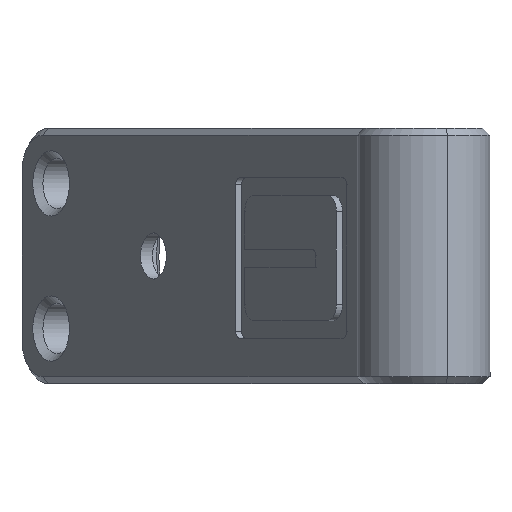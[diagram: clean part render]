
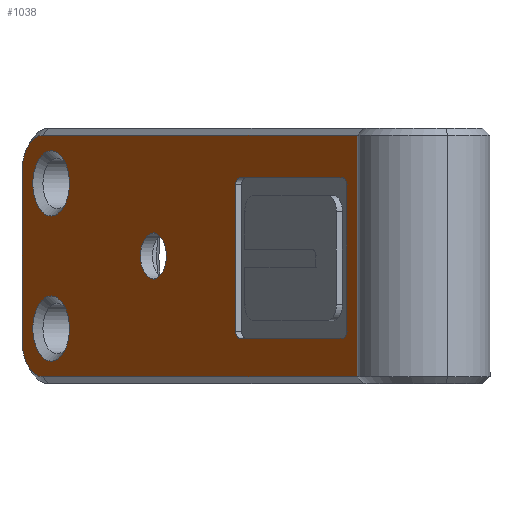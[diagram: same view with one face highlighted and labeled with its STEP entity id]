
A CAD part, left-side view. The second image highlights one B-rep face of the part: STEP entity #1038.
In plain terms, the highlighted planar face has unit normal (-0.561, 0.828, 0).
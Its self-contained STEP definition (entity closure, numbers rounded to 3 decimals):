
#46=FACE_BOUND('',#153,.T.);
#47=FACE_BOUND('',#154,.T.);
#48=FACE_BOUND('',#155,.T.);
#49=FACE_BOUND('',#156,.T.);
#55=PLANE('',#1125);
#86=FACE_OUTER_BOUND('',#152,.T.);
#152=EDGE_LOOP('',(#741,#742,#743,#744,#745,#746));
#153=EDGE_LOOP('',(#747));
#154=EDGE_LOOP('',(#748,#749,#750,#751,#752,#753,#754,#755));
#155=EDGE_LOOP('',(#756));
#156=EDGE_LOOP('',(#757));
#226=LINE('',#1619,#320);
#227=LINE('',#1621,#321);
#228=LINE('',#1623,#322);
#229=LINE('',#1627,#323);
#230=LINE('',#1635,#324);
#231=LINE('',#1639,#325);
#232=LINE('',#1643,#326);
#233=LINE('',#1646,#327);
#320=VECTOR('',#1268,10.);
#321=VECTOR('',#1269,10.);
#322=VECTOR('',#1270,10.);
#323=VECTOR('',#1273,10.);
#324=VECTOR('',#1280,10.);
#325=VECTOR('',#1283,10.);
#326=VECTOR('',#1286,10.);
#327=VECTOR('',#1289,10.);
#414=CIRCLE('',#1124,2.25);
#415=CIRCLE('',#1126,2.5);
#416=CIRCLE('',#1127,2.5);
#417=CIRCLE('',#1128,2.25);
#418=CIRCLE('',#1129,0.462);
#419=CIRCLE('',#1130,0.458);
#420=CIRCLE('',#1131,0.458);
#421=CIRCLE('',#1132,0.462);
#422=CIRCLE('',#1133,1.588);
#475=VERTEX_POINT('',#1613);
#476=VERTEX_POINT('',#1617);
#477=VERTEX_POINT('',#1618);
#478=VERTEX_POINT('',#1620);
#479=VERTEX_POINT('',#1622);
#480=VERTEX_POINT('',#1624);
#481=VERTEX_POINT('',#1626);
#482=VERTEX_POINT('',#1629);
#483=VERTEX_POINT('',#1631);
#484=VERTEX_POINT('',#1632);
#485=VERTEX_POINT('',#1634);
#486=VERTEX_POINT('',#1636);
#487=VERTEX_POINT('',#1638);
#488=VERTEX_POINT('',#1640);
#489=VERTEX_POINT('',#1642);
#490=VERTEX_POINT('',#1644);
#491=VERTEX_POINT('',#1647);
#575=EDGE_CURVE('',#475,#475,#414,.T.);
#577=EDGE_CURVE('',#476,#477,#226,.T.);
#578=EDGE_CURVE('',#478,#476,#227,.T.);
#579=EDGE_CURVE('',#479,#478,#228,.T.);
#580=EDGE_CURVE('',#480,#479,#415,.T.);
#581=EDGE_CURVE('',#481,#480,#229,.T.);
#582=EDGE_CURVE('',#477,#481,#416,.T.);
#583=EDGE_CURVE('',#482,#482,#417,.T.);
#584=EDGE_CURVE('',#483,#484,#418,.T.);
#585=EDGE_CURVE('',#484,#485,#230,.T.);
#586=EDGE_CURVE('',#485,#486,#419,.T.);
#587=EDGE_CURVE('',#486,#487,#231,.T.);
#588=EDGE_CURVE('',#487,#488,#420,.T.);
#589=EDGE_CURVE('',#488,#489,#232,.T.);
#590=EDGE_CURVE('',#489,#490,#421,.T.);
#591=EDGE_CURVE('',#490,#483,#233,.T.);
#592=EDGE_CURVE('',#491,#491,#422,.T.);
#741=ORIENTED_EDGE('',*,*,#577,.F.);
#742=ORIENTED_EDGE('',*,*,#578,.F.);
#743=ORIENTED_EDGE('',*,*,#579,.F.);
#744=ORIENTED_EDGE('',*,*,#580,.F.);
#745=ORIENTED_EDGE('',*,*,#581,.F.);
#746=ORIENTED_EDGE('',*,*,#582,.F.);
#747=ORIENTED_EDGE('',*,*,#583,.F.);
#748=ORIENTED_EDGE('',*,*,#584,.T.);
#749=ORIENTED_EDGE('',*,*,#585,.T.);
#750=ORIENTED_EDGE('',*,*,#586,.T.);
#751=ORIENTED_EDGE('',*,*,#587,.T.);
#752=ORIENTED_EDGE('',*,*,#588,.T.);
#753=ORIENTED_EDGE('',*,*,#589,.T.);
#754=ORIENTED_EDGE('',*,*,#590,.T.);
#755=ORIENTED_EDGE('',*,*,#591,.T.);
#756=ORIENTED_EDGE('',*,*,#592,.T.);
#757=ORIENTED_EDGE('',*,*,#575,.F.);
#1038=ADVANCED_FACE('',(#86,#46,#47,#48,#49),#55,.T.);
#1124=AXIS2_PLACEMENT_3D('',#1614,#1263,#1264);
#1125=AXIS2_PLACEMENT_3D('',#1616,#1266,#1267);
#1126=AXIS2_PLACEMENT_3D('',#1625,#1271,#1272);
#1127=AXIS2_PLACEMENT_3D('',#1628,#1274,#1275);
#1128=AXIS2_PLACEMENT_3D('',#1630,#1276,#1277);
#1129=AXIS2_PLACEMENT_3D('',#1633,#1278,#1279);
#1130=AXIS2_PLACEMENT_3D('',#1637,#1281,#1282);
#1131=AXIS2_PLACEMENT_3D('',#1641,#1284,#1285);
#1132=AXIS2_PLACEMENT_3D('',#1645,#1287,#1288);
#1133=AXIS2_PLACEMENT_3D('',#1648,#1290,#1291);
#1263=DIRECTION('center_axis',(-0.561,0.828,0.));
#1264=DIRECTION('ref_axis',(0.,0.,
1.));
#1266=DIRECTION('center_axis',(-0.561,0.828,0.));
#1267=DIRECTION('ref_axis',(-0.828,-0.561,0.));
#1268=DIRECTION('',(0.828,0.561,0.));
#1269=DIRECTION('',(0.,0.,-1.));
#1270=DIRECTION('',(-0.828,-0.561,0.));
#1271=DIRECTION('center_axis',(0.561,-0.828,0.));
#1272=DIRECTION('ref_axis',(0.585,0.397,0.707));
#1273=DIRECTION('',(0.,0.,1.));
#1274=DIRECTION('center_axis',(0.561,-0.828,0.));
#1275=DIRECTION('ref_axis',(0.585,0.397,-0.707));
#1276=DIRECTION('center_axis',(-0.561,0.828,0.));
#1277=DIRECTION('ref_axis',(0.,0.,
1.));
#1278=DIRECTION('center_axis',(0.561,-0.828,0.));
#1279=DIRECTION('ref_axis',(-0.828,-0.561,0.));
#1280=DIRECTION('',(0.828,0.561,0.));
#1281=DIRECTION('center_axis',(0.561,-0.828,0.));
#1282=DIRECTION('ref_axis',(0.001,0.001,-1.));
#1283=DIRECTION('',(0.,0.,1.));
#1284=DIRECTION('center_axis',(0.561,-0.828,0.));
#1285=DIRECTION('ref_axis',(0.828,0.561,0.001));
#1286=DIRECTION('',(-0.828,-0.561,0.));
#1287=DIRECTION('center_axis',(0.561,-0.828,0.));
#1288=DIRECTION('ref_axis',(-0.001,-0.001,
1.));
#1289=DIRECTION('',(0.,0.,-1.));
#1290=DIRECTION('center_axis',(0.561,-0.828,0.));
#1291=DIRECTION('ref_axis',(0.,0.,
-1.));
#1613=CARTESIAN_POINT('',(42.115,38.034,1.705));
#1614=CARTESIAN_POINT('Origin',(42.115,38.034,3.955));
#1616=CARTESIAN_POINT('Origin',(37.573,34.957,0.7));
#1617=CARTESIAN_POINT('',(10.963,16.933,0.646));
#1618=CARTESIAN_POINT('',(43.009,38.639,0.646));
#1619=CARTESIAN_POINT('',(31.802,31.048,0.646));
#1620=CARTESIAN_POINT('',(10.963,16.933,17.264));
#1621=CARTESIAN_POINT('',(10.963,16.933,0.7));
#1622=CARTESIAN_POINT('',(43.009,38.639,17.264));
#1623=CARTESIAN_POINT('',(31.802,31.048,17.264));
#1624=CARTESIAN_POINT('',(45.078,40.041,14.764));
#1625=CARTESIAN_POINT('Origin',(43.009,38.639,14.764));
#1626=CARTESIAN_POINT('',(45.078,40.041,3.146));
#1627=CARTESIAN_POINT('',(45.078,40.041,9.232));
#1628=CARTESIAN_POINT('Origin',(43.009,38.639,3.146));
#1629=CARTESIAN_POINT('',(42.115,38.034,11.705));
#1630=CARTESIAN_POINT('Origin',(42.115,38.034,13.955));
#1631=CARTESIAN_POINT('',(12.039,17.662,3.749));
#1632=CARTESIAN_POINT('',(12.421,17.921,3.288));
#1633=CARTESIAN_POINT('Origin',(12.422,17.921,3.75));
#1634=CARTESIAN_POINT('',(22.954,25.055,3.288));
#1635=CARTESIAN_POINT('',(24.997,26.439,3.288));
#1636=CARTESIAN_POINT('',(23.333,25.312,3.746));
#1637=CARTESIAN_POINT('Origin',(22.954,25.055,3.746));
#1638=CARTESIAN_POINT('',(23.333,25.312,13.877));
#1639=CARTESIAN_POINT('',(23.333,25.312,2.223));
#1640=CARTESIAN_POINT('',(22.954,25.055,14.335));
#1641=CARTESIAN_POINT('Origin',(22.954,25.055,13.877));
#1642=CARTESIAN_POINT('',(12.421,17.921,14.335));
#1643=CARTESIAN_POINT('',(30.263,30.006,14.335));
#1644=CARTESIAN_POINT('',(12.039,17.662,13.874));
#1645=CARTESIAN_POINT('Origin',(12.422,17.921,13.873));
#1646=CARTESIAN_POINT('',(12.039,17.662,7.287));
#1647=CARTESIAN_POINT('',(31.707,30.984,10.542));
#1648=CARTESIAN_POINT('Origin',(31.707,30.984,8.955));
